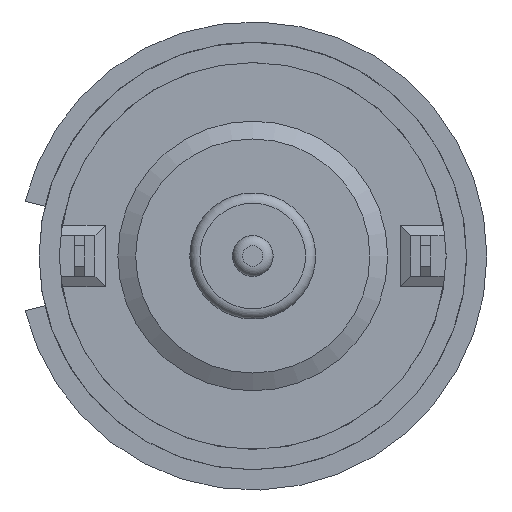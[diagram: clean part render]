
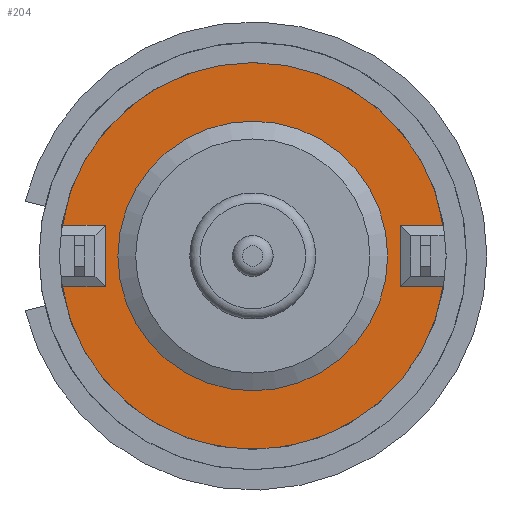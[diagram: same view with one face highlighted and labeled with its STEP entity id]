
A CAD part, left-side view. The second image highlights one B-rep face of the part: STEP entity #204.
In plain terms, the highlighted planar face has unit normal (-1, 0, 0).
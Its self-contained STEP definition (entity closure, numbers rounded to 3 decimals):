
#98=VERTEX_POINT('',#99);
#99=CARTESIAN_POINT('',(2.0,0.0,19.));
#106=EDGE_CURVE('',#98,#107,#109,.F.);
#107=VERTEX_POINT('',#108);
#108=CARTESIAN_POINT('',(2.0,-18.762,3.));
#109=CIRCLE('',#110,19.);
#110=AXIS2_PLACEMENT_3D('',#111,#112,#113);
#111=CARTESIAN_POINT('',(2.0,0.0,0.0));
#112=DIRECTION('',(-1.0,0.0,0.0));
#113=DIRECTION('',(0.0,0.0,1.0));
#141=VERTEX_POINT('',#142);
#142=CARTESIAN_POINT('',(2.0,-18.762,-3.));
#148=EDGE_CURVE('',#141,#149,#151,.F.);
#149=VERTEX_POINT('',#150);
#150=CARTESIAN_POINT('',(2.0,18.762,-3.));
#151=CIRCLE('',#152,19.);
#152=AXIS2_PLACEMENT_3D('',#153,#154,#155);
#153=CARTESIAN_POINT('',(2.0,0.0,0.0));
#154=DIRECTION('',(-1.0,0.0,0.0));
#155=DIRECTION('',(0.0,0.0,1.0));
#183=VERTEX_POINT('',#184);
#184=CARTESIAN_POINT('',(2.0,18.762,3.));
#190=EDGE_CURVE('',#183,#98,#109,.F.);
#204=ADVANCED_FACE('',(#205,#216),#265,.T.);
#205=FACE_BOUND('',#206,.T.);
#206=EDGE_LOOP('',(#207));
#207=ORIENTED_EDGE('',*,*,#208,.T.);
#208=EDGE_CURVE('',#209,#209,#211,.T.);
#209=VERTEX_POINT('',#210);
#210=CARTESIAN_POINT('',(2.0,0.,13.25));
#211=CIRCLE('',#212,13.25);
#212=AXIS2_PLACEMENT_3D('',#213,#214,#215);
#213=CARTESIAN_POINT('',(2.0,0.0,0.0));
#214=DIRECTION('',(1.0,0.0,0.0));
#215=DIRECTION('',(0.0,0.0,1.0));
#216=FACE_BOUND('',#217,.T.);
#217=EDGE_LOOP('',(#218,#228,#234,#235,#236,#244,#252,#258,#259));
#218=ORIENTED_EDGE('',*,*,#219,.T.);
#219=EDGE_CURVE('',#220,#222,#224,.F.);
#220=VERTEX_POINT('',#221);
#221=CARTESIAN_POINT('',(2.0,-14.5,-3.));
#222=VERTEX_POINT('',#223);
#223=CARTESIAN_POINT('',(2.0,-14.5,3.));
#224=LINE('',#225,#226);
#225=CARTESIAN_POINT('',(2.0,-14.5,3.));
#226=VECTOR('',#227,1.0);
#227=DIRECTION('',(0.0,0.0,-1.0));
#228=ORIENTED_EDGE('',*,*,#229,.T.);
#229=EDGE_CURVE('',#222,#107,#230,.F.);
#230=LINE('',#231,#232);
#231=CARTESIAN_POINT('',(2.0,-19.5,3.));
#232=VECTOR('',#233,1.0);
#233=DIRECTION('',(0.0,1.0,0.0));
#234=ORIENTED_EDGE('',*,*,#106,.F.);
#235=ORIENTED_EDGE('',*,*,#190,.F.);
#236=ORIENTED_EDGE('',*,*,#237,.T.);
#237=EDGE_CURVE('',#183,#238,#240,.F.);
#238=VERTEX_POINT('',#239);
#239=CARTESIAN_POINT('',(2.0,14.5,3.));
#240=LINE('',#241,#242);
#241=CARTESIAN_POINT('',(2.0,19.5,3.));
#242=VECTOR('',#243,1.0);
#243=DIRECTION('',(0.0,1.0,0.0));
#244=ORIENTED_EDGE('',*,*,#245,.T.);
#245=EDGE_CURVE('',#238,#246,#248,.F.);
#246=VERTEX_POINT('',#247);
#247=CARTESIAN_POINT('',(2.0,14.5,-3.));
#248=LINE('',#249,#250);
#249=CARTESIAN_POINT('',(2.0,14.5,3.));
#250=VECTOR('',#251,1.0);
#251=DIRECTION('',(0.0,0.0,1.0));
#252=ORIENTED_EDGE('',*,*,#253,.T.);
#253=EDGE_CURVE('',#246,#149,#254,.F.);
#254=LINE('',#255,#256);
#255=CARTESIAN_POINT('',(2.0,19.5,-3.));
#256=VECTOR('',#257,1.0);
#257=DIRECTION('',(0.0,-1.0,0.));
#258=ORIENTED_EDGE('',*,*,#148,.F.);
#259=ORIENTED_EDGE('',*,*,#260,.T.);
#260=EDGE_CURVE('',#141,#220,#261,.F.);
#261=LINE('',#262,#263);
#262=CARTESIAN_POINT('',(2.0,-19.5,-3.));
#263=VECTOR('',#264,1.0);
#264=DIRECTION('',(0.0,-1.0,0.));
#265=PLANE('',#266);
#266=AXIS2_PLACEMENT_3D('',#267,#268,#269);
#267=CARTESIAN_POINT('',(2.0,0.0,0.0));
#268=DIRECTION('',(-1.0,0.0,0.0));
#269=DIRECTION('',(0.0,0.0,1.0));
